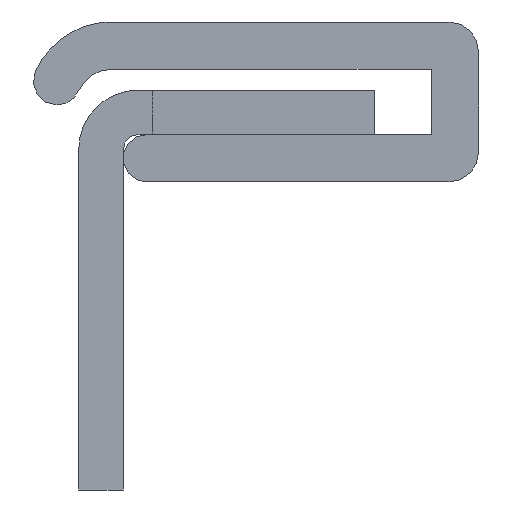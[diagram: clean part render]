
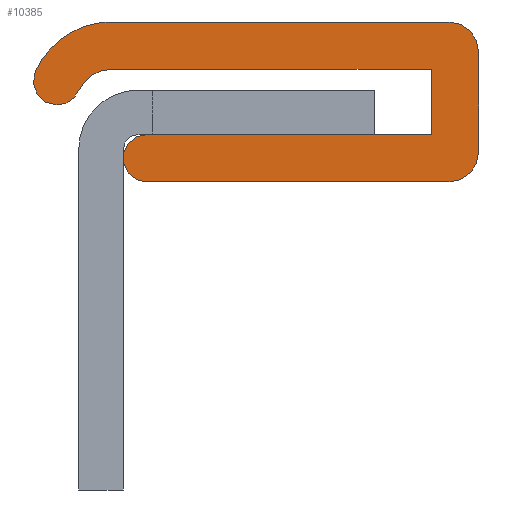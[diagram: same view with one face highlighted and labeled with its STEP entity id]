
A CAD part, left-side view. The second image highlights one B-rep face of the part: STEP entity #10385.
In plain terms, the highlighted planar face has unit normal (-1, 0, 0).
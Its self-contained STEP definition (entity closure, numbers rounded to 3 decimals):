
#18=CARTESIAN_POINT('',(-500.,4.883,-0.1));
#19=DIRECTION('',(-1.,0.,0.));
#20=DIRECTION('',(0.,0.,1.));
#21=AXIS2_PLACEMENT_3D('',#18,#19,#20);
#23=CARTESIAN_POINT('',(-500.,6.717,0.7));
#24=DIRECTION('',(1.,0.,0.));
#25=DIRECTION('',(0.,-0.917,-0.4));
#26=AXIS2_PLACEMENT_3D('',#23,#24,#25);
#28=CARTESIAN_POINT('',(-500.,6.717,0.7));
#29=DIRECTION('',(1.,0.,0.));
#30=DIRECTION('',(0.,0.,-1.));
#31=AXIS2_PLACEMENT_3D('',#28,#29,#30);
#33=CARTESIAN_POINT('',(-500.,4.883,-0.1));
#34=DIRECTION('',(1.,0.,0.));
#35=DIRECTION('',(0.,0.917,0.4));
#36=AXIS2_PLACEMENT_3D('',#33,#34,#35);
#38=CARTESIAN_POINT('',(-500.,-6.517,1.7));
#39=DIRECTION('',(1.,0.,0.));
#40=DIRECTION('',(0.,0.,1.));
#41=AXIS2_PLACEMENT_3D('',#38,#39,#40);
#43=CARTESIAN_POINT('',(-500.,-6.517,-1.7));
#44=DIRECTION('',(1.,0.,0.));
#45=DIRECTION('',(0.,-1.,0.));
#46=AXIS2_PLACEMENT_3D('',#43,#44,#45);
#48=CARTESIAN_POINT('',(-500.,3.683,-1.9));
#49=DIRECTION('',(1.,0.,0.));
#50=DIRECTION('',(0.,0.,-1.));
#51=AXIS2_PLACEMENT_3D('',#48,#49,#50);
#53=DIRECTION('',(0.,-1.,0.));
#54=VECTOR('',#53,10.8);
#55=CARTESIAN_POINT('',(-500.,4.883,1.1));
#56=LINE('',#55,#54);
#61=DIRECTION('',(0.,0.,-1.));
#62=VECTOR('',#61,2.2);
#63=CARTESIAN_POINT('',(-500.,-5.917,1.1));
#64=LINE('',#63,#62);
#85=DIRECTION('',(0.,1.,0.));
#86=VECTOR('',#85,9.6);
#87=CARTESIAN_POINT('',(-500.,-5.917,-1.1));
#88=LINE('',#87,#86);
#1929=DIRECTION('',(0.,-1.,0.));
#1930=VECTOR('',#1929,10.2);
#1931=CARTESIAN_POINT('',(-500.,3.683,-2.7));
#1932=LINE('',#1931,#1930);
#1941=DIRECTION('',(0.,0.,1.));
#1942=VECTOR('',#1941,3.4);
#1943=CARTESIAN_POINT('',(-500.,-7.517,-1.7));
#1944=LINE('',#1943,#1942);
#1953=DIRECTION('',(0.,1.,0.));
#1954=VECTOR('',#1953,11.4);
#1955=CARTESIAN_POINT('',(-500.,-6.517,2.7));
#1956=LINE('',#1955,#1954);
#7932=CARTESIAN_POINT('',(-500.,4.883,1.1));
#7933=CARTESIAN_POINT('',(-500.,5.983,0.38));
#7934=VERTEX_POINT('',#7932);
#7935=VERTEX_POINT('',#7933);
#7936=CARTESIAN_POINT('',(-500.,6.717,-0.1));
#7937=VERTEX_POINT('',#7936);
#7938=CARTESIAN_POINT('',(-500.,7.45,1.02));
#7939=VERTEX_POINT('',#7938);
#7940=CARTESIAN_POINT('',(-500.,4.883,2.7));
#7941=VERTEX_POINT('',#7940);
#7942=CARTESIAN_POINT('',(-500.,-6.517,2.7));
#7943=VERTEX_POINT('',#7942);
#7944=CARTESIAN_POINT('',(-500.,-7.517,1.7));
#7945=VERTEX_POINT('',#7944);
#7946=CARTESIAN_POINT('',(-500.,-7.517,-1.7));
#7947=VERTEX_POINT('',#7946);
#7948=CARTESIAN_POINT('',(-500.,-6.517,-2.7));
#7949=VERTEX_POINT('',#7948);
#7950=CARTESIAN_POINT('',(-500.,3.683,-2.7));
#7951=VERTEX_POINT('',#7950);
#7952=CARTESIAN_POINT('',(-500.,3.683,-1.1));
#7953=VERTEX_POINT('',#7952);
#7954=CARTESIAN_POINT('',(-500.,-5.917,-1.1));
#7955=VERTEX_POINT('',#7954);
#7956=CARTESIAN_POINT('',(-500.,-5.917,1.1));
#7957=VERTEX_POINT('',#7956);
#10352=CARTESIAN_POINT('',(-500.,0.,0.));
#10353=DIRECTION('',(1.,0.,0.));
#10354=DIRECTION('',(0.,0.,-1.));
#10355=AXIS2_PLACEMENT_3D('',#10352,#10353,#10354);
#10356=PLANE('',#10355);
#10358=ORIENTED_EDGE('',*,*,#10357,.T.);
#10360=ORIENTED_EDGE('',*,*,#10359,.T.);
#10362=ORIENTED_EDGE('',*,*,#10361,.T.);
#10364=ORIENTED_EDGE('',*,*,#10363,.T.);
#10366=ORIENTED_EDGE('',*,*,#10365,.F.);
#10368=ORIENTED_EDGE('',*,*,#10367,.T.);
#10370=ORIENTED_EDGE('',*,*,#10369,.F.);
#10372=ORIENTED_EDGE('',*,*,#10371,.T.);
#10374=ORIENTED_EDGE('',*,*,#10373,.F.);
#10376=ORIENTED_EDGE('',*,*,#10375,.T.);
#10378=ORIENTED_EDGE('',*,*,#10377,.F.);
#10380=ORIENTED_EDGE('',*,*,#10379,.F.);
#10382=ORIENTED_EDGE('',*,*,#10381,.F.);
#10383=EDGE_LOOP('',(#10358,#10360,#10362,#10364,#10366,#10368,#10370,#10372,
#10374,#10376,#10378,#10380,#10382));
#10384=FACE_OUTER_BOUND('',#10383,.F.);
#22=CIRCLE('',#21,1.2);
#27=CIRCLE('',#26,0.8);
#32=CIRCLE('',#31,0.8);
#37=CIRCLE('',#36,2.8);
#42=CIRCLE('',#41,1.);
#47=CIRCLE('',#46,1.);
#52=CIRCLE('',#51,0.8);
#10357=EDGE_CURVE('',#7934,#7935,#22,.T.);
#10359=EDGE_CURVE('',#7935,#7937,#27,.T.);
#10361=EDGE_CURVE('',#7937,#7939,#32,.T.);
#10363=EDGE_CURVE('',#7939,#7941,#37,.T.);
#10365=EDGE_CURVE('',#7943,#7941,#1956,.T.);
#10367=EDGE_CURVE('',#7943,#7945,#42,.T.);
#10369=EDGE_CURVE('',#7947,#7945,#1944,.T.);
#10371=EDGE_CURVE('',#7947,#7949,#47,.T.);
#10373=EDGE_CURVE('',#7951,#7949,#1932,.T.);
#10375=EDGE_CURVE('',#7951,#7953,#52,.T.);
#10377=EDGE_CURVE('',#7955,#7953,#88,.T.);
#10379=EDGE_CURVE('',#7957,#7955,#64,.T.);
#10381=EDGE_CURVE('',#7934,#7957,#56,.T.);
#10385=ADVANCED_FACE('',(#10384),#10356,.F.);
